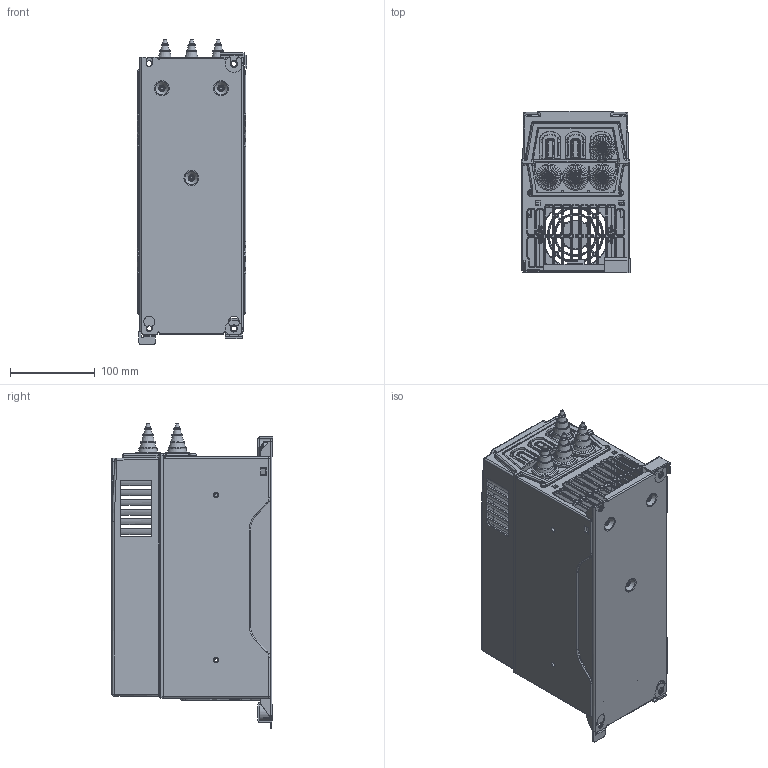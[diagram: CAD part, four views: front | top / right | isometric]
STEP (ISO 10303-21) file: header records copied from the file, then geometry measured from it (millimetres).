
FILE_DESCRIPTION(/* description */ (''),/* implementation_level */ '2;1');
FILE_NAME(/* name */ '70CTC1102592_1.stp',/* time_stamp */ '2021-01-28T12:26:10+06:00',/* author */ (''),/* organization */ (''),/* preprocessor_version */ 'ST-DEVELOPER v16.7',/* originating_system */ 'SIEMENS PLM Software NX 1892',/* authorisation */ '');
FILE_SCHEMA (('AUTOMOTIVE_DESIGN { 1 0 10303 214 3 1 1 1 }'));
Products named in the file (1): U38234EC513Bmkcy
Bounding box: 128.98 x 190.49 x 360.85 mm (x, y, z)
Volume: 380509.2 mm3; surface area: 722704.5 mm2
Topology: 28 solids, 33 shells, 4619 faces, 11693 edges, 7082 vertices
Faces by surface type: plane 1802, cylinder 1116, bspline 758, cone 570, torus 198, sphere 141, extrusion 34
Full cylindrical faces by diameter (mm): 1.55 x2, 3 x6, 3.2 x2, 3.3 x2, 3.45 x6, 3.6 x7, 3.9 x4, 4 x7, 4.2 x8, 4.6 x1, 5 x3, 5.4 x1, 6 x7, 8 x6, 8.4 x2, 20 x4, 20.2 x4, 22.5 x3, 25.2 x4, 30.2 x4, 31.2 x4
Entity records: 159954 total; most frequent: CARTESIAN_POINT 51671, ORIENTED_EDGE 22112, DIRECTION 19978, EDGE_CURVE 11072, AXIS2_PLACEMENT_3D 7233, VERTEX_POINT 6977, VECTOR 5512, LINE 5478
